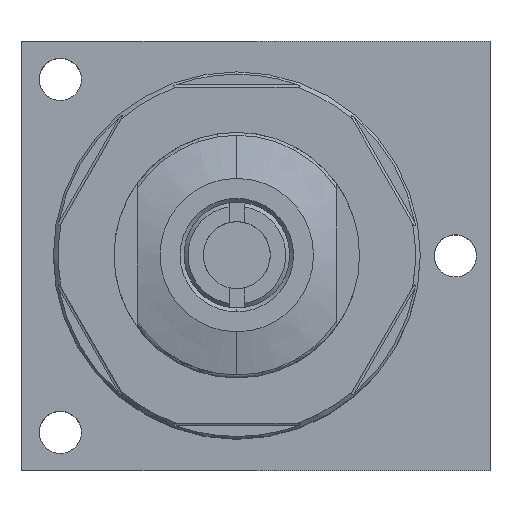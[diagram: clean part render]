
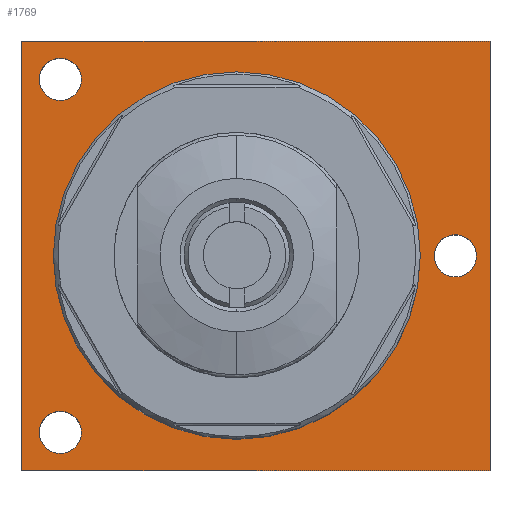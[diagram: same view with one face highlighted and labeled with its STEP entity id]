
A CAD part, top view. The second image highlights one B-rep face of the part: STEP entity #1769.
In plain terms, the highlighted planar face has unit normal (0, 0, 1).
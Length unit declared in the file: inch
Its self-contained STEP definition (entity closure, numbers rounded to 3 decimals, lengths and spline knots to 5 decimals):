
#263=DIRECTION('',(0.,1.,0.));
#264=VECTOR('',#263,3.5);
#265=CARTESIAN_POINT('',(-1.75,-1.75,0.813));
#266=LINE('',#265,#264);
#267=CARTESIAN_POINT('',(0.,0.,0.813));
#268=DIRECTION('',(0.,0.,1.));
#269=DIRECTION('',(1.,0.,0.));
#270=AXIS2_PLACEMENT_3D('',#267,#268,#269);
#272=CARTESIAN_POINT('',(0.,0.,0.813));
#273=DIRECTION('',(0.,0.,1.));
#274=DIRECTION('',(-1.,0.,0.));
#275=AXIS2_PLACEMENT_3D('',#272,#273,#274);
#277=CARTESIAN_POINT('',(-1.438,-1.438,0.813));
#278=DIRECTION('',(0.,0.,-1.));
#279=DIRECTION('',(-1.,0.,0.));
#280=AXIS2_PLACEMENT_3D('',#277,#278,#279);
#282=CARTESIAN_POINT('',(-1.438,-1.438,0.813));
#283=DIRECTION('',(0.,0.,-1.));
#284=DIRECTION('',(1.,0.,0.));
#285=AXIS2_PLACEMENT_3D('',#282,#283,#284);
#287=CARTESIAN_POINT('',(-1.438,1.438,0.813));
#288=DIRECTION('',(0.,0.,-1.));
#289=DIRECTION('',(-1.,0.,0.));
#290=AXIS2_PLACEMENT_3D('',#287,#288,#289);
#292=CARTESIAN_POINT('',(-1.438,1.438,0.813));
#293=DIRECTION('',(0.,0.,-1.));
#294=DIRECTION('',(1.,0.,0.));
#295=AXIS2_PLACEMENT_3D('',#292,#293,#294);
#297=CARTESIAN_POINT('',(1.781,0.,0.813));
#298=DIRECTION('',(0.,0.,-1.));
#299=DIRECTION('',(-1.,0.,0.));
#300=AXIS2_PLACEMENT_3D('',#297,#298,#299);
#302=CARTESIAN_POINT('',(1.781,0.,0.813));
#303=DIRECTION('',(0.,0.,-1.));
#304=DIRECTION('',(1.,0.,0.));
#305=AXIS2_PLACEMENT_3D('',#302,#303,#304);
#315=DIRECTION('',(1.,0.,0.));
#316=VECTOR('',#315,3.813);
#317=CARTESIAN_POINT('',(-1.75,-1.75,0.813));
#318=LINE('',#317,#316);
#433=DIRECTION('',(0.,1.,0.));
#434=VECTOR('',#433,3.5);
#435=CARTESIAN_POINT('',(2.063,-1.75,0.813));
#436=LINE('',#435,#434);
#519=DIRECTION('',(1.,0.,0.));
#520=VECTOR('',#519,3.813);
#521=CARTESIAN_POINT('',(-1.75,1.75,0.813));
#522=LINE('',#521,#520);
#1421=CARTESIAN_POINT('',(-1.75,-1.75,0.813));
#1422=VERTEX_POINT('',#1421);
#1423=CARTESIAN_POINT('',(2.063,-1.75,0.813));
#1424=VERTEX_POINT('',#1423);
#1429=CARTESIAN_POINT('',(-1.75,1.75,0.813));
#1430=VERTEX_POINT('',#1429);
#1431=CARTESIAN_POINT('',(2.063,1.75,0.813));
#1432=VERTEX_POINT('',#1431);
#1433=CARTESIAN_POINT('',(1.495,0.,0.813));
#1434=CARTESIAN_POINT('',(-1.495,0.,0.813));
#1435=VERTEX_POINT('',#1433);
#1436=VERTEX_POINT('',#1434);
#1441=CARTESIAN_POINT('',(-1.61,-1.438,0.813));
#1442=CARTESIAN_POINT('',(-1.266,-1.438,0.813));
#1443=VERTEX_POINT('',#1441);
#1444=VERTEX_POINT('',#1442);
#1449=CARTESIAN_POINT('',(-1.61,1.438,0.813));
#1450=CARTESIAN_POINT('',(-1.266,1.438,0.813));
#1451=VERTEX_POINT('',#1449);
#1452=VERTEX_POINT('',#1450);
#1457=CARTESIAN_POINT('',(1.609,0.,0.813));
#1458=CARTESIAN_POINT('',(1.953,0.,0.813));
#1459=VERTEX_POINT('',#1457);
#1460=VERTEX_POINT('',#1458);
#1731=CARTESIAN_POINT('',(-1.75,-1.75,0.813));
#1732=DIRECTION('',(0.,0.,1.));
#1733=DIRECTION('',(1.,0.,0.));
#1734=AXIS2_PLACEMENT_3D('',#1731,#1732,#1733);
#1735=PLANE('',#1734);
#1737=ORIENTED_EDGE('',*,*,#1736,.F.);
#1739=ORIENTED_EDGE('',*,*,#1738,.T.);
#1741=ORIENTED_EDGE('',*,*,#1740,.T.);
#1743=ORIENTED_EDGE('',*,*,#1742,.F.);
#1744=EDGE_LOOP('',(#1737,#1739,#1741,#1743));
#1745=FACE_OUTER_BOUND('',#1744,.F.);
#1746=ORIENTED_EDGE('',*,*,#1719,.T.);
#1748=ORIENTED_EDGE('',*,*,#1747,.T.);
#1749=EDGE_LOOP('',(#1746,#1748));
#1750=FACE_BOUND('',#1749,.F.);
#1752=ORIENTED_EDGE('',*,*,#1751,.F.);
#1754=ORIENTED_EDGE('',*,*,#1753,.F.);
#1755=EDGE_LOOP('',(#1752,#1754));
#1756=FACE_BOUND('',#1755,.F.);
#1758=ORIENTED_EDGE('',*,*,#1757,.F.);
#1760=ORIENTED_EDGE('',*,*,#1759,.F.);
#1761=EDGE_LOOP('',(#1758,#1760));
#1762=FACE_BOUND('',#1761,.F.);
#1764=ORIENTED_EDGE('',*,*,#1763,.F.);
#1766=ORIENTED_EDGE('',*,*,#1765,.F.);
#1767=EDGE_LOOP('',(#1764,#1766));
#1768=FACE_BOUND('',#1767,.F.);
#271=CIRCLE('',#270,1.495);
#276=CIRCLE('',#275,1.495);
#281=CIRCLE('',#280,0.172);
#286=CIRCLE('',#285,0.172);
#291=CIRCLE('',#290,0.172);
#296=CIRCLE('',#295,0.172);
#301=CIRCLE('',#300,0.172);
#306=CIRCLE('',#305,0.172);
#1719=EDGE_CURVE('',#1435,#1436,#271,.T.);
#1736=EDGE_CURVE('',#1422,#1424,#318,.T.);
#1738=EDGE_CURVE('',#1422,#1430,#266,.T.);
#1740=EDGE_CURVE('',#1430,#1432,#522,.T.);
#1742=EDGE_CURVE('',#1424,#1432,#436,.T.);
#1747=EDGE_CURVE('',#1436,#1435,#276,.T.);
#1751=EDGE_CURVE('',#1443,#1444,#281,.T.);
#1753=EDGE_CURVE('',#1444,#1443,#286,.T.);
#1757=EDGE_CURVE('',#1451,#1452,#291,.T.);
#1759=EDGE_CURVE('',#1452,#1451,#296,.T.);
#1763=EDGE_CURVE('',#1459,#1460,#301,.T.);
#1765=EDGE_CURVE('',#1460,#1459,#306,.T.);
#1769=ADVANCED_FACE('',(#1745,#1750,#1756,#1762,#1768),#1735,.T.);
